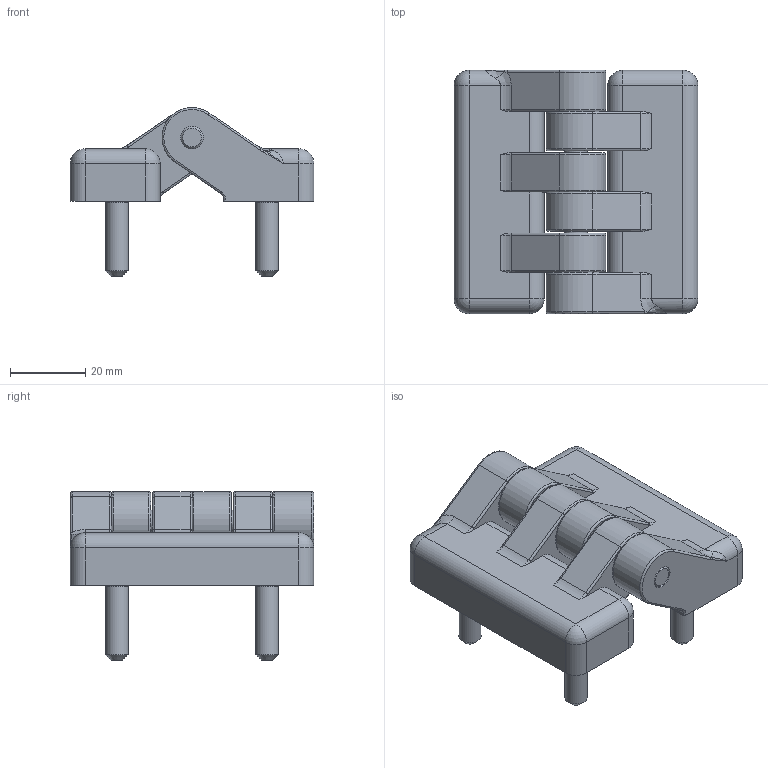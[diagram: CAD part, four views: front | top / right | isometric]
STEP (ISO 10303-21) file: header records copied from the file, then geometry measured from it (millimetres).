
FILE_DESCRIPTION(/* description */ ('File step'),/* implementation_level */ '2;1');
FILE_NAME(/* name */ '6388210',/* time_stamp */ '2022-02-21T13:51:43+01:00',/* author */ ('Zorzan D.'),/* organization */ ('Gamm Srl.'),/* preprocessor_version */ 'ST-DEVELOPER v16.7',/* originating_system */ 'Solid Edge',/* authorisation */ 'Unknown');
FILE_SCHEMA (('CONFIG_CONTROL_DESIGN'));
Length unit declared in the file: millimetre
Products named in the file (1): Parte14
Bounding box: 65 x 64.9 x 44.98 mm (x, y, z)
Volume: 47566.2 mm3; surface area: 24655.4 mm2
Topology: 1 solids, 5 shells, 254 faces, 651 edges, 401 vertices
Faces by surface type: plane 96, cylinder 92, torus 42, cone 10, bspline 8, sphere 6
Full cylindrical faces by diameter (mm): 6 x12, 14.5 x4
Entity records: 9246 total; most frequent: CARTESIAN_POINT 1477, DIRECTION 1306, ORIENTED_EDGE 1190, EDGE_CURVE 595, AXIS2_PLACEMENT_3D 504, VERTEX_POINT 385, EDGE_LOOP 304, FACE_BOUND 304
